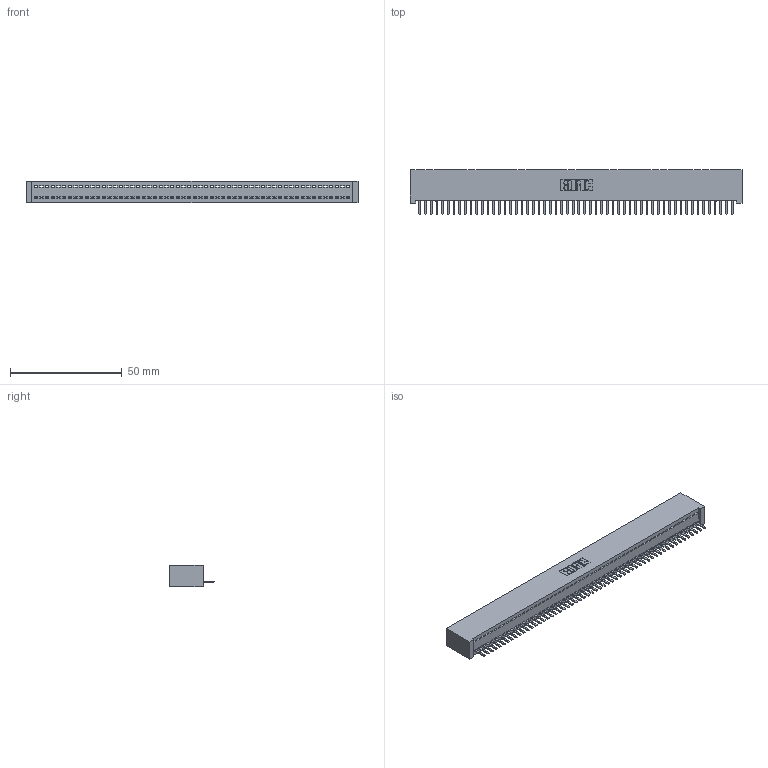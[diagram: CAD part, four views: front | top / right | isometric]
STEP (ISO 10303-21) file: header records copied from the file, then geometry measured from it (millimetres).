
FILE_DESCRIPTION (( 'STEP AP203' ), '1' );
FILE_NAME ('392-056-520-101.STEP', '2019-10-08T14:43:10', ( '' ), ( '' ), 'SwSTEP 2.0', 'SolidWorks 2016', '' );
FILE_SCHEMA (( 'CONFIG_CONTROL_DESIGN' ));
Length unit declared in the file: inch
Products named in the file (3): 342 Part_Lugless; 345-292-001_345-293-120; 392-056-520-101
Assembly tree (57 placements, depth 2):
  392-056-520-101
    342 Part_Lugless
    345-292-001_345-293-120  x56
Bounding box: 148.49 x 20.02 x 9.4 mm (x, y, z)
Volume: 13318.9 mm3; surface area: 19627.7 mm2
Topology: 57 solids, 57 shells, 3574 faces, 10579 edges, 6902 vertices
Faces by surface type: plane 2526, cylinder 1048
Entity records: 32129 total; most frequent: CARTESIAN_POINT 5558, ORIENTED_EDGE 5538, DIRECTION 4641, EDGE_CURVE 2769, VECTOR 2645, LINE 2645, VERTEX_POINT 1842, AXIS2_PLACEMENT_3D 998
